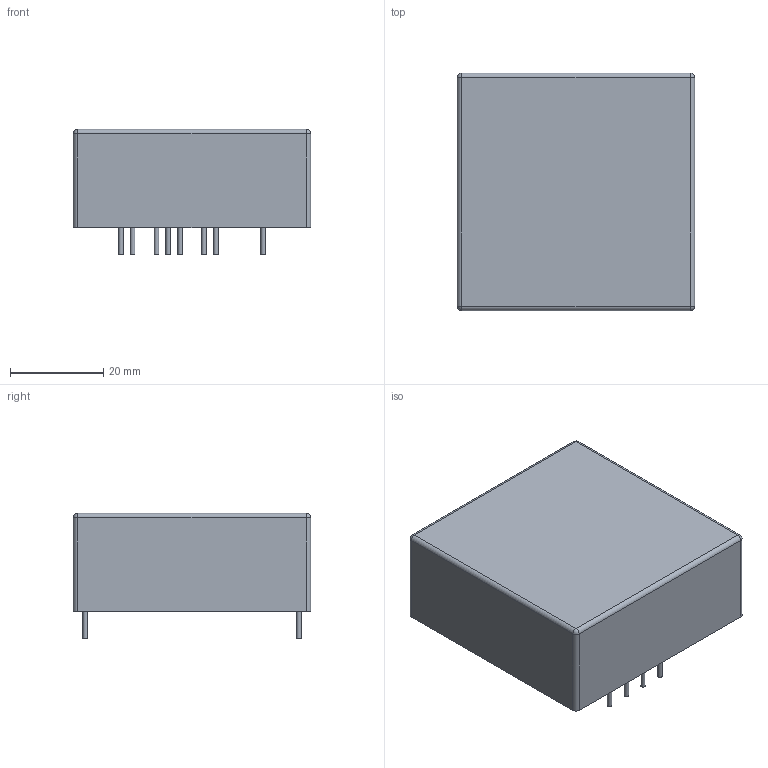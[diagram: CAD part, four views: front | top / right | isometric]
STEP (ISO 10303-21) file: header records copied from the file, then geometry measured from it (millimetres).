
FILE_DESCRIPTION(/* description */ ('Unknown'),/* implementation_level */ '2;1');
FILE_NAME(/* name */ 'DKA30A-15',/* time_stamp */ '2024-10-22T19:51:01+02:00',/* author */ ('Unknown'),/* organization */ ('Unknown'),/* preprocessor_version */ 'ST-DEVELOPER v18.102',/* originating_system */ 'Solid Edge',/* authorisation */ 'Unknown');
FILE_SCHEMA (('AUTOMOTIVE_DESIGN {1 0 10303 214 3 1 1}'));
Length unit declared in the file: millimetre
Products named in the file (1): DKA30A-15
Bounding box: 50.8 x 50.8 x 26.8 mm (x, y, z)
Volume: 52965.4 mm3; surface area: 9566.8 mm2
Topology: 1 solids, 1 shells, 43 faces, 88 edges, 52 vertices
Faces by surface type: cylinder 20, plane 19, sphere 4
Full cylindrical faces by diameter (mm): 1 x8
Entity records: 1388 total; most frequent: DIRECTION 204, CARTESIAN_POINT 172, ORIENTED_EDGE 152, AXIS2_PLACEMENT_3D 84, EDGE_CURVE 76, EDGE_LOOP 60, FACE_BOUND 60, VERTEX_POINT 52
